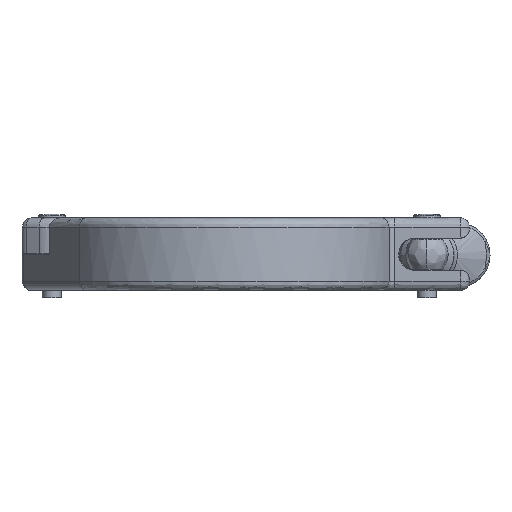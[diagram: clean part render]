
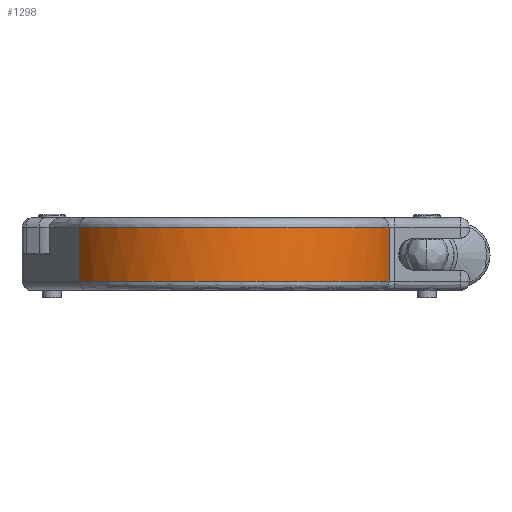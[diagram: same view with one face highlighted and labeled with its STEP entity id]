
A CAD part, front view. The second image highlights one B-rep face of the part: STEP entity #1298.
In plain terms, the highlighted free-form (B-spline) face has degree [2, 1] with [5, 2] control points.
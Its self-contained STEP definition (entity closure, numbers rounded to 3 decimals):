
#1230=CARTESIAN_POINT('F149',(43.067,-13.311,
   0.0));
#1231=CARTESIAN_POINT('F149',(34.503,-41.02,
   0.0));
#1232=CARTESIAN_POINT('F149',(5.737,-44.711,
   0.0));
#1233=CARTESIAN_POINT('F149',(-23.029,
   -48.403,0.0));
#1234=CARTESIAN_POINT('F149',(-38.312,
   -23.754,0.0));
#1235=CARTESIAN_POINT('F149',(43.067,-13.311,
   -19.05));
#1236=CARTESIAN_POINT('F149',(34.503,-41.02,
   -19.05));
#1237=CARTESIAN_POINT('F149',(5.737,-44.711,
   -19.05));
#1238=CARTESIAN_POINT('F149',(-23.029,
   -48.403,-19.05));
#1239=CARTESIAN_POINT('F149',(-38.312,
   -23.754,-19.05));
#1247=(BOUNDED_SURFACE()B_SPLINE_SURFACE(2,1,((#1230,#1235),(
   #1231,#1236),(#1232,#1237),(#1233,#1238),(#1234,#1239)),
   .CYLINDRICAL_SURF.,.F.,.F.,.U.)B_SPLINE_SURFACE_WITH_KNOTS((3,2,
   3),(2,2),(0.0,3.045,6.09),(0.0,1.0),
   .UNSPECIFIED.)GEOMETRIC_REPRESENTATION_ITEM()
   RATIONAL_B_SPLINE_SURFACE(((1.0,1.0),(0.841,
   0.841),(1.0,1.0),(0.841,
   0.841),(1.0,1.0)))REPRESENTATION_ITEM('F149')
   SURFACE());
#1248=CARTESIAN_POINT('V220',(-38.312,
   -23.754,-16.65));
#1249=VERTEX_POINT('V220',#1248);
#1250=CARTESIAN_POINT('V221',(43.067,-13.311,
   -16.65));
#1251=VERTEX_POINT('V221',#1250);
#1252=CARTESIAN_POINT('E345',(-38.312,
   -23.754,-16.65));
#1253=CARTESIAN_POINT('E345',(-23.029,
   -48.403,-16.65));
#1254=CARTESIAN_POINT('E345',(5.737,-44.711,
   -16.65));
#1255=CARTESIAN_POINT('E345',(34.503,-41.02,
   -16.65));
#1256=CARTESIAN_POINT('E345',(43.067,-13.311,
   -16.65));
#1264=(BOUNDED_CURVE()B_SPLINE_CURVE(2,(#1252,#1253,#1254,#1255,
   #1256),.CIRCULAR_ARC.,.F.,.U.)B_SPLINE_CURVE_WITH_KNOTS((3,2,3),
   (2.0,14.944,27.888),.UNSPECIFIED.)CURVE(
   )GEOMETRIC_REPRESENTATION_ITEM()RATIONAL_B_SPLINE_CURVE((1.0,
   0.841,1.0,0.841,1.0))REPRESENTATION_ITEM(
   'E345'));
#1265=EDGE_CURVE('E345',#1249,#1251,#1264,.T.);
#1266=ORIENTED_EDGE('E345',*,*,#1265,.T.);
#1267=CARTESIAN_POINT('V227',(43.067,-13.311,
   -2.4));
#1268=VERTEX_POINT('V227',#1267);
#1269=CARTESIAN_POINT('E389',(43.067,-13.311,
   -16.65));
#1270=CARTESIAN_POINT('E389',(43.067,-13.311,
   -2.4));
#1271=B_SPLINE_CURVE_WITH_KNOTS('E389',1,(#1269,#1270),
   .POLYLINE_FORM.,.F.,.U.,(2,2),(0.126,
   0.874),.UNSPECIFIED.);
#1272=EDGE_CURVE('E389',#1251,#1268,#1271,.T.);
#1273=ORIENTED_EDGE('E389',*,*,#1272,.T.);
#1274=CARTESIAN_POINT('V228',(-38.312,
   -23.754,-2.4));
#1275=VERTEX_POINT('V228',#1274);
#1276=CARTESIAN_POINT('E362',(43.067,-13.311,
   -2.4));
#1277=CARTESIAN_POINT('E362',(34.503,-41.02,
   -2.4));
#1278=CARTESIAN_POINT('E362',(5.737,-44.711,
   -2.4));
#1279=CARTESIAN_POINT('E362',(-23.029,
   -48.403,-2.4));
#1280=CARTESIAN_POINT('E362',(-38.312,
   -23.754,-2.4));
#1288=(BOUNDED_CURVE()B_SPLINE_CURVE(2,(#1276,#1277,#1278,#1279,
   #1280),.CIRCULAR_ARC.,.F.,.U.)B_SPLINE_CURVE_WITH_KNOTS((3,2,3),
   (2.0,14.944,27.888),.UNSPECIFIED.)CURVE(
   )GEOMETRIC_REPRESENTATION_ITEM()RATIONAL_B_SPLINE_CURVE((1.0,
   0.841,1.0,0.841,1.0))REPRESENTATION_ITEM(
   'E362'));
#1289=EDGE_CURVE('E362',#1268,#1275,#1288,.T.);
#1290=ORIENTED_EDGE('E362',*,*,#1289,.T.);
#1291=CARTESIAN_POINT('E383',(-38.312,
   -23.754,-2.4));
#1292=CARTESIAN_POINT('E383',(-38.312,
   -23.754,-16.65));
#1293=B_SPLINE_CURVE_WITH_KNOTS('E383',1,(#1291,#1292),
   .POLYLINE_FORM.,.F.,.U.,(2,2),(0.126,
   0.874),.UNSPECIFIED.);
#1294=EDGE_CURVE('E383',#1275,#1249,#1293,.T.);
#1295=ORIENTED_EDGE('E383',*,*,#1294,.T.);
#1296=EDGE_LOOP('F149',(#1266,#1273,#1290,#1295));
#1297=FACE_OUTER_BOUND('F149',#1296,.T.);
#1298=ADVANCED_FACE('F149',(#1297),#1247,.T.);
